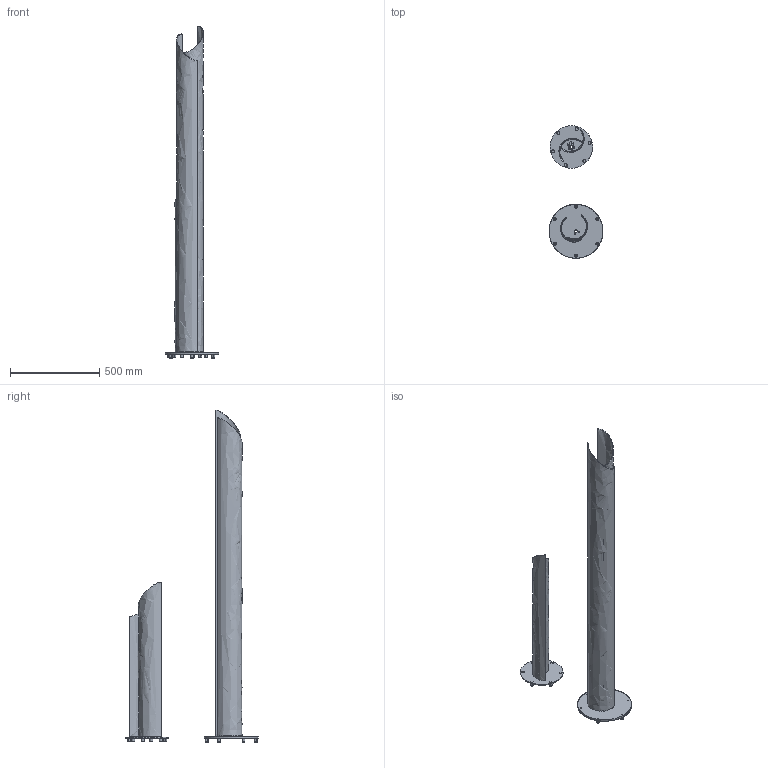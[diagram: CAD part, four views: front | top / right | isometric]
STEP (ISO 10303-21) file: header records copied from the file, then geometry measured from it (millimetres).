
FILE_DESCRIPTION(/* description */ (''),/* implementation_level */ '2;1');
FILE_NAME(/* name */ 'VELLA~1',/* time_stamp */ '2018-01-11T11:33:27-08:00',/* author */ (''),/* organization */ (''),/* preprocessor_version */ 'ST-DEVELOPER v15',/* originating_system */ '',/* authorisation */ '');
FILE_SCHEMA (('CONFIG_CONTROL_DESIGN'));
Length unit declared in the file: millimetre
Products named in the file (1): Document
Bounding box: 301.56 x 740.43 x 1855.54 mm (x, y, z)
Volume: 3087418.5 mm3; surface area: 2603950 mm2
Topology: 20 solids, 47 shells, 1483 faces, 4088 edges, 2732 vertices
Faces by surface type: plane 1140, bspline 343
Entity records: 48674 total; most frequent: CARTESIAN_POINT 22779, ORIENTED_EDGE 8068, EDGE_CURVE 4088, B_SPLINE_CURVE_WITH_KNOTS 2769, VERTEX_POINT 2732, EDGE_LOOP 1573, ADVANCED_FACE 1483, FACE_OUTER_BOUND 1483
